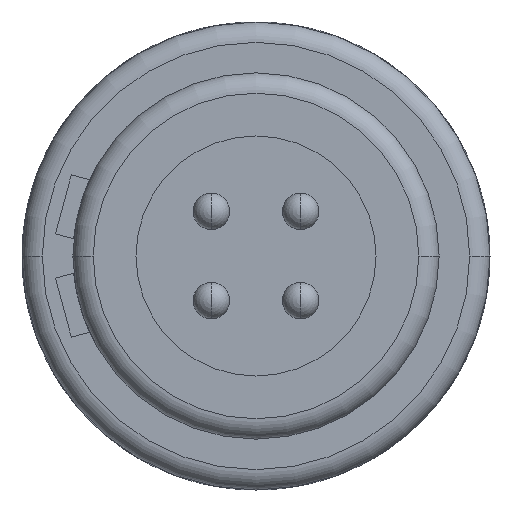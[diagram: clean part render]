
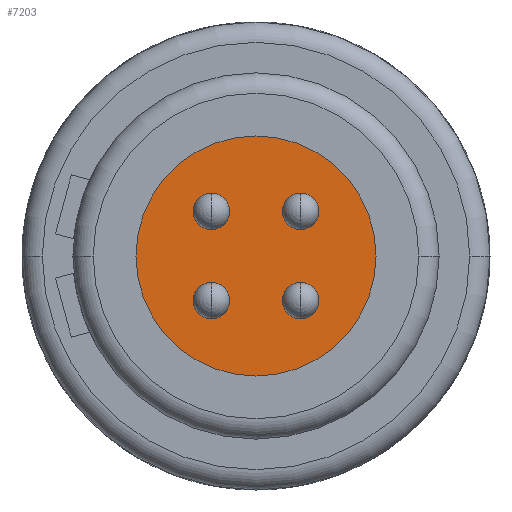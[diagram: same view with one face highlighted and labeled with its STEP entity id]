
A CAD part, left-side view. The second image highlights one B-rep face of the part: STEP entity #7203.
In plain terms, the highlighted planar face has unit normal (-1, 0, 0).
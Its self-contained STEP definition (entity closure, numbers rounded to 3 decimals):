
#3282=CARTESIAN_POINT('',(-3.,0.,0.));
#3283=DIRECTION('',(-1.,0.,0.));
#3284=DIRECTION('',(0.,1.,0.));
#3285=AXIS2_PLACEMENT_3D('',#3282,#3283,#3284);
#3427=CARTESIAN_POINT('',(-3.,0.,0.));
#3428=DIRECTION('',(-1.,0.,0.));
#3429=DIRECTION('',(0.,-1.,0.));
#3430=AXIS2_PLACEMENT_3D('',#3427,#3428,#3429);
#3437=CARTESIAN_POINT('',(-3.,1.096,1.096));
#3438=DIRECTION('',(-1.,0.,0.));
#3439=DIRECTION('',(0.,0.,1.));
#3440=AXIS2_PLACEMENT_3D('',#3437,#3438,#3439);
#3442=CARTESIAN_POINT('',(-3.,1.096,1.096));
#3443=DIRECTION('',(-1.,0.,0.));
#3444=DIRECTION('',(0.,0.,-1.));
#3445=AXIS2_PLACEMENT_3D('',#3442,#3443,#3444);
#3447=CARTESIAN_POINT('',(-3.,1.096,-1.096));
#3448=DIRECTION('',(-1.,0.,0.));
#3449=DIRECTION('',(0.,0.,1.));
#3450=AXIS2_PLACEMENT_3D('',#3447,#3448,#3449);
#3452=CARTESIAN_POINT('',(-3.,1.096,-1.096));
#3453=DIRECTION('',(-1.,0.,0.));
#3454=DIRECTION('',(0.,0.,-1.));
#3455=AXIS2_PLACEMENT_3D('',#3452,#3453,#3454);
#3457=CARTESIAN_POINT('',(-3.,-1.096,-1.096));
#3458=DIRECTION('',(-1.,0.,0.));
#3459=DIRECTION('',(0.,0.,1.));
#3460=AXIS2_PLACEMENT_3D('',#3457,#3458,#3459);
#3462=CARTESIAN_POINT('',(-3.,-1.096,-1.096));
#3463=DIRECTION('',(-1.,0.,0.));
#3464=DIRECTION('',(0.,0.,-1.));
#3465=AXIS2_PLACEMENT_3D('',#3462,#3463,#3464);
#3467=CARTESIAN_POINT('',(-3.,-1.096,1.096));
#3468=DIRECTION('',(-1.,0.,0.));
#3469=DIRECTION('',(0.,0.,1.));
#3470=AXIS2_PLACEMENT_3D('',#3467,#3468,#3469);
#3472=CARTESIAN_POINT('',(-3.,-1.096,1.096));
#3473=DIRECTION('',(-1.,0.,0.));
#3474=DIRECTION('',(0.,0.,-1.));
#3475=AXIS2_PLACEMENT_3D('',#3472,#3473,#3474);
#4649=CARTESIAN_POINT('',(-3.,-2.95,0.));
#4650=CARTESIAN_POINT('',(-3.,2.95,0.));
#4651=VERTEX_POINT('',#4649);
#4652=VERTEX_POINT('',#4650);
#4777=CARTESIAN_POINT('',(-3.,1.096,1.546));
#4778=CARTESIAN_POINT('',(-3.,1.096,0.646));
#4779=VERTEX_POINT('',#4777);
#4780=VERTEX_POINT('',#4778);
#4781=CARTESIAN_POINT('',(-3.,1.096,-0.646));
#4782=CARTESIAN_POINT('',(-3.,1.096,-1.546));
#4783=VERTEX_POINT('',#4781);
#4784=VERTEX_POINT('',#4782);
#4785=CARTESIAN_POINT('',(-3.,-1.096,-0.646));
#4786=CARTESIAN_POINT('',(-3.,-1.096,-1.546));
#4787=VERTEX_POINT('',#4785);
#4788=VERTEX_POINT('',#4786);
#4789=CARTESIAN_POINT('',(-3.,-1.096,1.546));
#4790=CARTESIAN_POINT('',(-3.,-1.096,0.646));
#4791=VERTEX_POINT('',#4789);
#4792=VERTEX_POINT('',#4790);
#7170=CARTESIAN_POINT('',(-3.,0.,0.));
#7171=DIRECTION('',(1.,0.,0.));
#7172=DIRECTION('',(0.,0.,-1.));
#7173=AXIS2_PLACEMENT_3D('',#7170,#7171,#7172);
#7174=PLANE('',#7173);
#7175=ORIENTED_EDGE('',*,*,#7154,.F.);
#7176=ORIENTED_EDGE('',*,*,#6976,.F.);
#7177=EDGE_LOOP('',(#7175,#7176));
#7178=FACE_OUTER_BOUND('',#7177,.F.);
#7180=ORIENTED_EDGE('',*,*,#7179,.T.);
#7182=ORIENTED_EDGE('',*,*,#7181,.T.);
#7183=EDGE_LOOP('',(#7180,#7182));
#7184=FACE_BOUND('',#7183,.F.);
#7186=ORIENTED_EDGE('',*,*,#7185,.T.);
#7188=ORIENTED_EDGE('',*,*,#7187,.T.);
#7189=EDGE_LOOP('',(#7186,#7188));
#7190=FACE_BOUND('',#7189,.F.);
#7192=ORIENTED_EDGE('',*,*,#7191,.T.);
#7194=ORIENTED_EDGE('',*,*,#7193,.T.);
#7195=EDGE_LOOP('',(#7192,#7194));
#7196=FACE_BOUND('',#7195,.F.);
#7198=ORIENTED_EDGE('',*,*,#7197,.T.);
#7200=ORIENTED_EDGE('',*,*,#7199,.T.);
#7201=EDGE_LOOP('',(#7198,#7200));
#7202=FACE_BOUND('',#7201,.F.);
#3286=CIRCLE('',#3285,2.95);
#3431=CIRCLE('',#3430,2.95);
#3441=CIRCLE('',#3440,0.45);
#3446=CIRCLE('',#3445,0.45);
#3451=CIRCLE('',#3450,0.45);
#3456=CIRCLE('',#3455,0.45);
#3461=CIRCLE('',#3460,0.45);
#3466=CIRCLE('',#3465,0.45);
#3471=CIRCLE('',#3470,0.45);
#3476=CIRCLE('',#3475,0.45);
#6976=EDGE_CURVE('',#4652,#4651,#3286,.T.);
#7154=EDGE_CURVE('',#4651,#4652,#3431,.T.);
#7179=EDGE_CURVE('',#4779,#4780,#3441,.T.);
#7181=EDGE_CURVE('',#4780,#4779,#3446,.T.);
#7185=EDGE_CURVE('',#4783,#4784,#3451,.T.);
#7187=EDGE_CURVE('',#4784,#4783,#3456,.T.);
#7191=EDGE_CURVE('',#4787,#4788,#3461,.T.);
#7193=EDGE_CURVE('',#4788,#4787,#3466,.T.);
#7197=EDGE_CURVE('',#4791,#4792,#3471,.T.);
#7199=EDGE_CURVE('',#4792,#4791,#3476,.T.);
#7203=ADVANCED_FACE('',(#7178,#7184,#7190,#7196,#7202),#7174,.F.);
